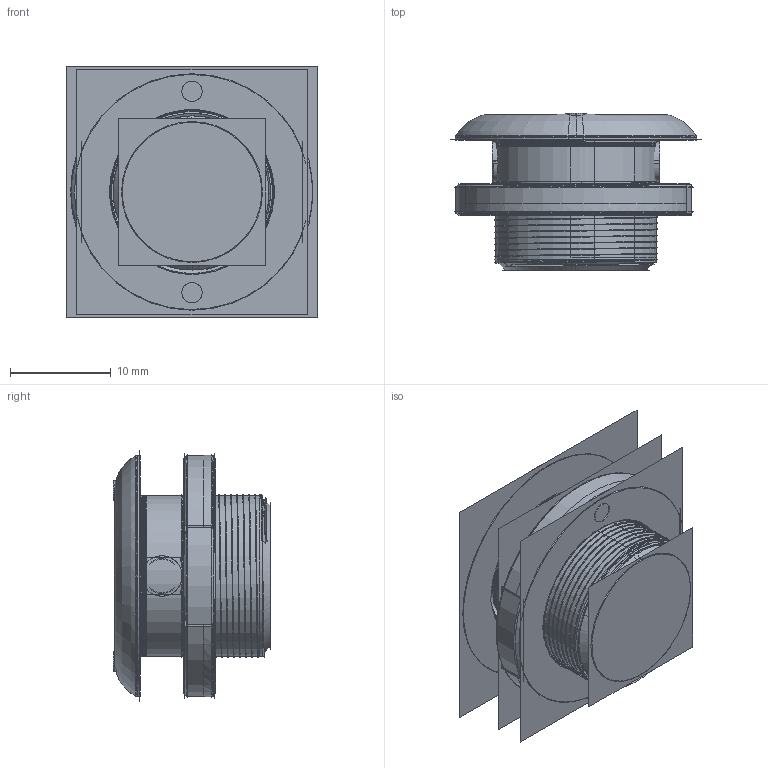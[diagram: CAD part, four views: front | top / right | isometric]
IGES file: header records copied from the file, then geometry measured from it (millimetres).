
Start section:  PTC IGES file: a881610.igs
Global section: file name: a881610.igs; native system: Creo Parametric by PTC Inc.; preprocessor: 2021404; author: Student; organization: Unknown; date: 20220525.083141; units: millimetre
Bounding box: 24.96 x 15.66 x 24.96 mm (x, y, z)
Surface area: 20952.7 mm2 (no closed solid volume)
Topology: 0 solids, 0 shells, 226 faces, 3108 edges, 4091 vertices
Faces by surface type: revolution 174, bspline 52
